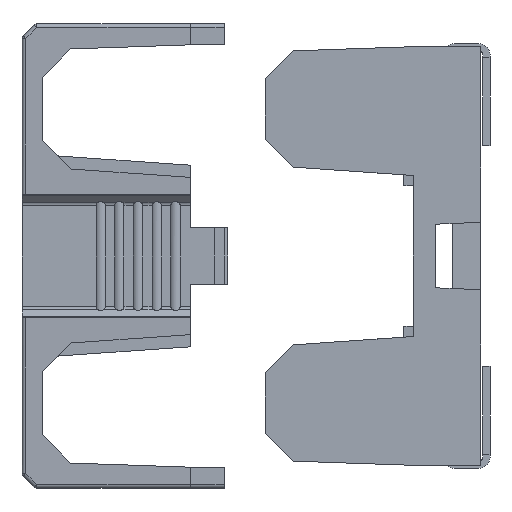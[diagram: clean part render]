
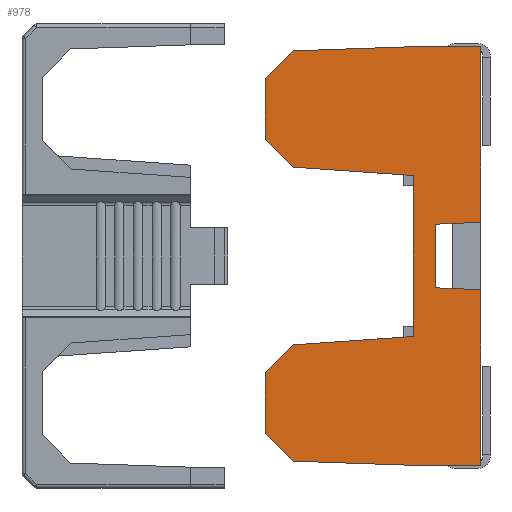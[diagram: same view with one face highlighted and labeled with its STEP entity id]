
A CAD part, left-side view. The second image highlights one B-rep face of the part: STEP entity #978.
In plain terms, the highlighted planar face has unit normal (-1, 0.026, 0).
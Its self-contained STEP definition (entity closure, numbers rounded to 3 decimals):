
#978 = ADVANCED_FACE( '', ( #2022 ), #2023, .T. );
#2022 = FACE_OUTER_BOUND( '', #3140, .T. );
#2023 = PLANE( '', #3141 );
#3140 = EDGE_LOOP( '', ( #6066, #6067, #6068, #6069, #6070, #6071, #6072, #6073, #6074, #6075, #6076, #6077, #6078, #6079, #6080, #6081, #6082, #6083 ) );
#3141 = AXIS2_PLACEMENT_3D( '', #6084, #6085, #6086 );
#6066 = ORIENTED_EDGE( '', *, *, #8241, .T. );
#6067 = ORIENTED_EDGE( '', *, *, #8242, .F. );
#6068 = ORIENTED_EDGE( '', *, *, #7441, .F. );
#6069 = ORIENTED_EDGE( '', *, *, #8116, .F. );
#6070 = ORIENTED_EDGE( '', *, *, #8243, .F. );
#6071 = ORIENTED_EDGE( '', *, *, #7435, .F. );
#6072 = ORIENTED_EDGE( '', *, *, #7907, .F. );
#6073 = ORIENTED_EDGE( '', *, *, #7988, .T. );
#6074 = ORIENTED_EDGE( '', *, *, #7787, .T. );
#6075 = ORIENTED_EDGE( '', *, *, #8200, .T. );
#6076 = ORIENTED_EDGE( '', *, *, #7804, .T. );
#6077 = ORIENTED_EDGE( '', *, *, #8244, .T. );
#6078 = ORIENTED_EDGE( '', *, *, #7358, .F. );
#6079 = ORIENTED_EDGE( '', *, *, #7911, .F. );
#6080 = ORIENTED_EDGE( '', *, *, #8245, .T. );
#6081 = ORIENTED_EDGE( '', *, *, #7455, .F. );
#6082 = ORIENTED_EDGE( '', *, *, #7610, .F. );
#6083 = ORIENTED_EDGE( '', *, *, #7920, .T. );
#6084 = CARTESIAN_POINT( '', ( -9.296, 11.602, 0. ) );
#6085 = DIRECTION( '', ( -1., 0.026, 0. ) );
#6086 = DIRECTION( '', ( 0., 0., 1. ) );
#7358 = EDGE_CURVE( '', #9064, #9059, #9066, .T. );
#7435 = EDGE_CURVE( '', #9193, #9195, #9196, .T. );
#7441 = EDGE_CURVE( '', #9204, #9206, #9207, .T. );
#7455 = EDGE_CURVE( '', #9223, #9226, #9227, .T. );
#7610 = EDGE_CURVE( '', #9479, #9223, #9481, .T. );
#7787 = EDGE_CURVE( '', #9739, #9737, #9740, .T. );
#7804 = EDGE_CURVE( '', #9763, #9761, #9764, .T. );
#7907 = EDGE_CURVE( '', #9906, #9193, #9908, .T. );
#7911 = EDGE_CURVE( '', #9912, #9064, #9914, .T. );
#7920 = EDGE_CURVE( '', #9479, #9926, #9928, .T. );
#7988 = EDGE_CURVE( '', #9906, #9739, #10021, .T. );
#8116 = EDGE_CURVE( '', #10184, #9204, #10186, .T. );
#8200 = EDGE_CURVE( '', #9737, #9763, #10290, .T. );
#8241 = EDGE_CURVE( '', #9926, #10335, #10336, .T. );
#8242 = EDGE_CURVE( '', #9206, #10335, #10337, .T. );
#8243 = EDGE_CURVE( '', #9195, #10184, #10338, .T. );
#8244 = EDGE_CURVE( '', #9761, #9059, #10339, .T. );
#8245 = EDGE_CURVE( '', #9912, #9226, #10340, .T. );
#9059 = VERTEX_POINT( '', #11985 );
#9064 = VERTEX_POINT( '', #11992 );
#9066 = LINE( '', #11995, #11996 );
#9193 = VERTEX_POINT( '', #12518 );
#9195 = VERTEX_POINT( '', #12521 );
#9196 = LINE( '', #12522, #12523 );
#9204 = VERTEX_POINT( '', #12534 );
#9206 = VERTEX_POINT( '', #12537 );
#9207 = LINE( '', #12538, #12539 );
#9223 = VERTEX_POINT( '', #12561 );
#9226 = VERTEX_POINT( '', #12565 );
#9227 = LINE( '', #12566, #12567 );
#9479 = VERTEX_POINT( '', #13407 );
#9481 = LINE( '', #13410, #13411 );
#9737 = VERTEX_POINT( '', #14055 );
#9739 = VERTEX_POINT( '', #14058 );
#9740 = LINE( '', #14059, #14060 );
#9761 = VERTEX_POINT( '', #14092 );
#9763 = VERTEX_POINT( '', #14095 );
#9764 = LINE( '', #14096, #14097 );
#9906 = VERTEX_POINT( '', #14571 );
#9908 = LINE( '', #14574, #14575 );
#9912 = VERTEX_POINT( '', #14580 );
#9914 = LINE( '', #14583, #14584 );
#9926 = VERTEX_POINT( '', #14603 );
#9928 = LINE( '', #14606, #14607 );
#10021 = LINE( '', #14872, #14873 );
#10184 = VERTEX_POINT( '', #15359 );
#10186 = LINE( '', #15362, #15363 );
#10290 = LINE( '', #15503, #15504 );
#10335 = VERTEX_POINT( '', #15638 );
#10336 = LINE( '', #15639, #15640 );
#10337 = LINE( '', #15641, #15642 );
#10338 = LINE( '', #15643, #15644 );
#10339 = LINE( '', #15645, #15646 );
#10340 = LINE( '', #15647, #15648 );
#11985 = CARTESIAN_POINT( '', ( -9.519, 3.1, -22.4 ) );
#11992 = CARTESIAN_POINT( '', ( -9.6, 0., -22.4 ) );
#11995 = CARTESIAN_POINT( '', ( -8.943, 25.09, -22.4 ) );
#11996 = VECTOR( '', #16386, 1000. );
#12518 = CARTESIAN_POINT( '', ( -9.506, 3.6, -6.9 ) );
#12521 = CARTESIAN_POINT( '', ( -9.338, 10., -6.452 ) );
#12522 = CARTESIAN_POINT( '', ( -8.943, 25.09, -5.397 ) );
#12523 = VECTOR( '', #16459, 1000. );
#12534 = CARTESIAN_POINT( '', ( -9.299, 11.5, -1.741 ) );
#12537 = CARTESIAN_POINT( '', ( -9.338, 10., -0.241 ) );
#12538 = CARTESIAN_POINT( '', ( -9.339, 9.959, -0.2 ) );
#12539 = VECTOR( '', #16464, 1000. );
#12561 = CARTESIAN_POINT( '', ( -9.537, 2.4, -9.5 ) );
#12565 = CARTESIAN_POINT( '', ( -9.537, 2.4, -12.9 ) );
#12566 = CARTESIAN_POINT( '', ( -9.537, 2.4, -22.2 ) );
#12567 = VECTOR( '', #16478, 1000. );
#13407 = CARTESIAN_POINT( '', ( -9.6, 0., -9.4 ) );
#13410 = CARTESIAN_POINT( '', ( -8.943, 25.09, -10.445 ) );
#13411 = VECTOR( '', #16627, 1000. );
#14055 = CARTESIAN_POINT( '', ( -9.299, 11.5, -17.448 ) );
#14058 = CARTESIAN_POINT( '', ( -9.338, 10., -15.948 ) );
#14059 = CARTESIAN_POINT( '', ( -9.174, 16.252, -22.2 ) );
#14060 = VECTOR( '', #16809, 1000. );
#14092 = CARTESIAN_POINT( '', ( -9.338, 10., -22.159 ) );
#14095 = CARTESIAN_POINT( '', ( -9.299, 11.5, -20.659 ) );
#14096 = CARTESIAN_POINT( '', ( -9.339, 9.959, -22.2 ) );
#14097 = VECTOR( '', #16822, 1000. );
#14571 = CARTESIAN_POINT( '', ( -9.506, 3.6, -15.5 ) );
#14574 = CARTESIAN_POINT( '', ( -9.506, 3.6, -22.2 ) );
#14575 = VECTOR( '', #16922, 1000. );
#14580 = CARTESIAN_POINT( '', ( -9.6, 0., -13. ) );
#14583 = CARTESIAN_POINT( '', ( -9.6, 0., -22.2 ) );
#14584 = VECTOR( '', #16925, 1000. );
#14603 = CARTESIAN_POINT( '', ( -9.6, 0., 0. ) );
#14606 = CARTESIAN_POINT( '', ( -9.6, 0., -0.2 ) );
#14607 = VECTOR( '', #16934, 1000. );
#14872 = CARTESIAN_POINT( '', ( -8.943, 25.09, -17.003 ) );
#14873 = VECTOR( '', #17008, 1000. );
#15359 = CARTESIAN_POINT( '', ( -9.299, 11.5, -4.952 ) );
#15362 = CARTESIAN_POINT( '', ( -9.299, 11.5, -0.2 ) );
#15363 = VECTOR( '', #17123, 1000. );
#15503 = CARTESIAN_POINT( '', ( -9.299, 11.5, -22.2 ) );
#15504 = VECTOR( '', #17208, 1000. );
#15638 = CARTESIAN_POINT( '', ( -9.519, 3.1, 0. ) );
#15639 = CARTESIAN_POINT( '', ( -8.943, 25.09, 0. ) );
#15640 = VECTOR( '', #17241, 1000. );
#15641 = CARTESIAN_POINT( '', ( -8.943, 25.09, -0.768 ) );
#15642 = VECTOR( '', #17242, 1000. );
#15643 = CARTESIAN_POINT( '', ( -9.174, 16.252, -0.2 ) );
#15644 = VECTOR( '', #17243, 1000. );
#15645 = CARTESIAN_POINT( '', ( -8.943, 25.09, -21.632 ) );
#15646 = VECTOR( '', #17244, 1000. );
#15647 = CARTESIAN_POINT( '', ( -8.943, 25.09, -11.955 ) );
#15648 = VECTOR( '', #17245, 1000. );
#16386 = DIRECTION( '', ( 0.026, 1., 0. ) );
#16459 = DIRECTION( '', ( 0.026, 0.997, 0.07 ) );
#16464 = DIRECTION( '', ( -0.019, -0.707, 0.707 ) );
#16478 = DIRECTION( '', ( 0., 0., -1. ) );
#16627 = DIRECTION( '', ( 0.026, 0.999, -0.042 ) );
#16809 = DIRECTION( '', ( 0.019, 0.707, -0.707 ) );
#16822 = DIRECTION( '', ( -0.019, -0.707, -0.707 ) );
#16922 = DIRECTION( '', ( 0., 0., 1. ) );
#16925 = DIRECTION( '', ( 0., 0., -1. ) );
#16934 = DIRECTION( '', ( 0., 0., 1. ) );
#17008 = DIRECTION( '', ( 0.026, 0.997, -0.07 ) );
#17123 = DIRECTION( '', ( 0., 0., 1. ) );
#17208 = DIRECTION( '', ( 0., 0., -1. ) );
#17241 = DIRECTION( '', ( 0.026, 1., 0. ) );
#17242 = DIRECTION( '', ( -0.026, -0.999, 0.035 ) );
#17243 = DIRECTION( '', ( 0.019, 0.707, 0.707 ) );
#17244 = DIRECTION( '', ( -0.026, -0.999, -0.035 ) );
#17245 = DIRECTION( '', ( 0.026, 0.999, 0.042 ) );
